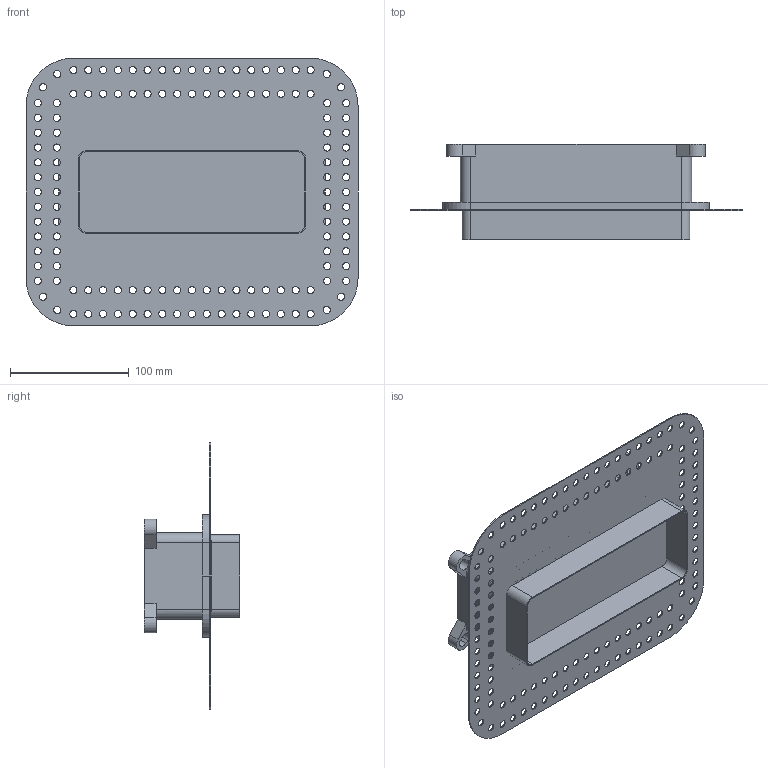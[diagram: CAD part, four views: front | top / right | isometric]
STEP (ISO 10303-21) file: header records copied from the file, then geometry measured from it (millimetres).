
FILE_DESCRIPTION(/* description */ (''),/* implementation_level */ '2;1');
FILE_NAME(/* name */ '3D_TVW000152000_Universal.step',/* time_stamp */ '2022-12-07T12:00:00+01:00',/* author */ (''),/* organization */ (''),/* preprocessor_version */ 'ST-DEVELOPER v19.2',/* originating_system */ 'Autodesk Translation Framework v11.17.0.187',/* authorisation */ '');
FILE_SCHEMA (('AUTOMOTIVE_DESIGN { 1 0 10303 214 3 1 1 }'));
Length unit declared in the file: millimetre
Products named in the file (2): (Nicht gespeichert); 3D_TVW000152000_Universal
Assembly tree (1 placements, depth 2):
  (Nicht gespeichert)
    3D_TVW000152000_Universal
Bounding box: 280 x 80.5 x 225.6 mm (x, y, z)
Volume: 250555.4 mm3; surface area: 270209.2 mm2
Topology: 5 solids, 5 shells, 492 faces, 1370 edges, 900 vertices
Faces by surface type: plane 276, cylinder 216
Full cylindrical faces by diameter (mm): 5 x4, 6 x130, 7 x4
Entity records: 16497 total; most frequent: DIRECTION 2800, CARTESIAN_POINT 2765, ORIENTED_EDGE 2740, EDGE_CURVE 1370, AXIS2_PLACEMENT_3D 935, LINE 930, VECTOR 930, VERTEX_POINT 900
